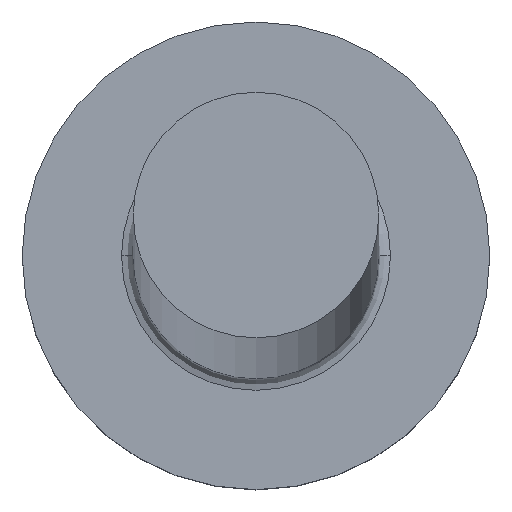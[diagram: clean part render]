
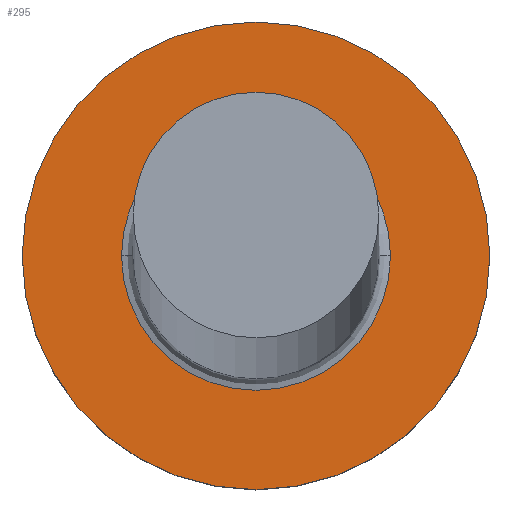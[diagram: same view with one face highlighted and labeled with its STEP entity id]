
A CAD part, top view. The second image highlights one B-rep face of the part: STEP entity #295.
In plain terms, the highlighted planar face has unit normal (0, 0, 1).
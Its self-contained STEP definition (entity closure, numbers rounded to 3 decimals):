
#1 = VERTEX_POINT ( 'NONE', #79 ) ;
#8 = ORIENTED_EDGE ( 'NONE', *, *, #130, .T. ) ;
#17 = EDGE_LOOP ( 'NONE', ( #203, #42 ) ) ;
#27 = AXIS2_PLACEMENT_3D ( 'NONE', #58, #183, #272 ) ;
#36 = DIRECTION ( 'NONE',  ( 0., 0., 1. ) ) ;
#40 = DIRECTION ( 'NONE',  ( 0., 0., -1. ) ) ;
#42 = ORIENTED_EDGE ( 'NONE', *, *, #274, .T. ) ;
#47 = EDGE_CURVE ( 'NONE', #200, #89, #124, .T. ) ;
#58 = CARTESIAN_POINT ( 'NONE',  ( 0., 0., 3. ) ) ;
#71 = FACE_BOUND ( 'NONE', #17, .T. ) ;
#79 = CARTESIAN_POINT ( 'NONE',  ( 4., 0., 3. ) ) ;
#88 = CARTESIAN_POINT ( 'NONE',  ( 0., 0., 3. ) ) ;
#89 = VERTEX_POINT ( 'NONE', #246 ) ;
#92 = DIRECTION ( 'NONE',  ( 1., 0., 0. ) ) ;
#94 = CARTESIAN_POINT ( 'NONE',  ( 0., 0., 3. ) ) ;
#102 = EDGE_LOOP ( 'NONE', ( #8, #108 ) ) ;
#108 = ORIENTED_EDGE ( 'NONE', *, *, #189, .T. ) ;
#118 = CARTESIAN_POINT ( 'NONE',  ( 0., 0., 3. ) ) ;
#121 = CARTESIAN_POINT ( 'NONE',  ( 2.3, 0., 3. ) ) ;
#124 = CIRCLE ( 'NONE', #241, 2.3 ) ;
#130 = EDGE_CURVE ( 'NONE', #214, #1, #166, .T. ) ;
#132 = DIRECTION ( 'NONE',  ( 0., 0., -1. ) ) ;
#152 = CIRCLE ( 'NONE', #232, 2.3 ) ;
#153 = CARTESIAN_POINT ( 'NONE',  ( 0., 0., 3. ) ) ;
#163 = AXIS2_PLACEMENT_3D ( 'NONE', #94, #36, #196 ) ;
#166 = CIRCLE ( 'NONE', #27, 4. ) ;
#174 = DIRECTION ( 'NONE',  ( 1., 0., 0. ) ) ;
#183 = DIRECTION ( 'NONE',  ( 0., 0., 1. ) ) ;
#189 = EDGE_CURVE ( 'NONE', #1, #214, #231, .T. ) ;
#196 = DIRECTION ( 'NONE',  ( 1., 0., 0. ) ) ;
#200 = VERTEX_POINT ( 'NONE', #121 ) ;
#203 = ORIENTED_EDGE ( 'NONE', *, *, #47, .T. ) ;
#213 = FACE_OUTER_BOUND ( 'NONE', #102, .T. ) ;
#214 = VERTEX_POINT ( 'NONE', #298 ) ;
#215 = DIRECTION ( 'NONE',  ( 1., 0., 0. ) ) ;
#231 = CIRCLE ( 'NONE', #293, 4. ) ;
#232 = AXIS2_PLACEMENT_3D ( 'NONE', #118, #40, #215 ) ;
#241 = AXIS2_PLACEMENT_3D ( 'NONE', #153, #132, #174 ) ;
#246 = CARTESIAN_POINT ( 'NONE',  ( -2.3, 0., 3. ) ) ;
#272 = DIRECTION ( 'NONE',  ( 1., 0., 0. ) ) ;
#274 = EDGE_CURVE ( 'NONE', #89, #200, #152, .T. ) ;
#282 = DIRECTION ( 'NONE',  ( 0., 0., 1. ) ) ;
#293 = AXIS2_PLACEMENT_3D ( 'NONE', #88, #282, #92 ) ;
#295 = ADVANCED_FACE ( 'NONE', ( #71, #213 ), #300, .T. ) ;
#298 = CARTESIAN_POINT ( 'NONE',  ( -4., 0., 3. ) ) ;
#300 = PLANE ( 'NONE',  #163 ) ;
